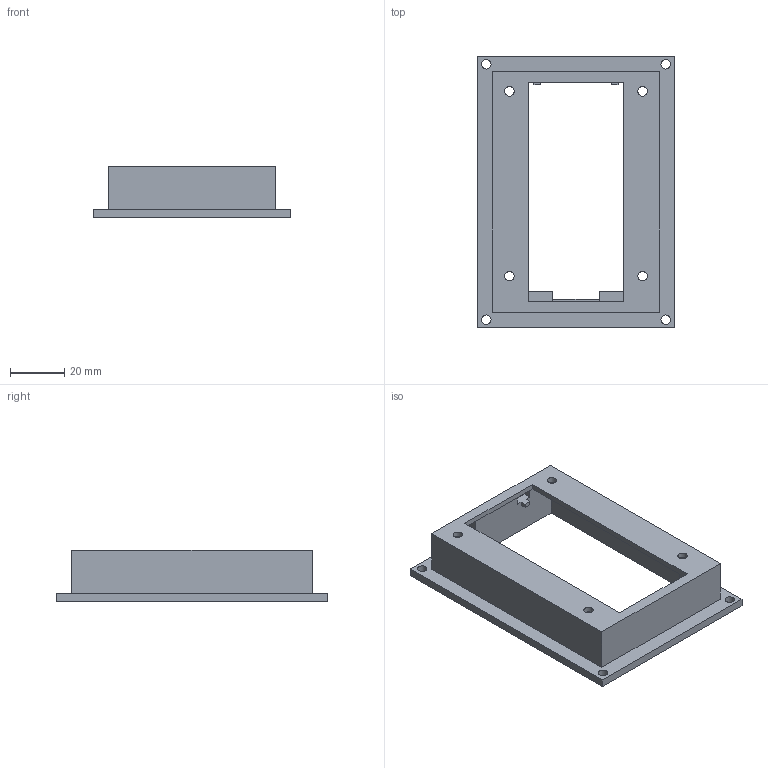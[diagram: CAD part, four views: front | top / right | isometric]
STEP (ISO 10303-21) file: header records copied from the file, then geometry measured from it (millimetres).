
FILE_DESCRIPTION(/* description */ (''),/* implementation_level */ '2;1');
FILE_NAME(/* name */ 'vfd_face v4.step',/* time_stamp */ '2024-03-28T19:31:46-04:00',/* author */ (''),/* organization */ (''),/* preprocessor_version */ 'ST-DEVELOPER v20',/* originating_system */ 'Autodesk Translation Framework v12.20.1.177',/* authorisation */ '');
FILE_SCHEMA (('AUTOMOTIVE_DESIGN { 1 0 10303 214 3 1 1 }'));
Length unit declared in the file: millimetre
Products named in the file (1): vfd_face
Bounding box: 72.75 x 100 x 19 mm (x, y, z)
Volume: 25180.8 mm3; surface area: 20259.8 mm2
Topology: 1 solids, 1 shells, 55 faces, 162 edges, 108 vertices
Faces by surface type: plane 47, cylinder 8
Full cylindrical faces by diameter (mm): 3.5 x8
Entity records: 1889 total; most frequent: CARTESIAN_POINT 326, ORIENTED_EDGE 324, DIRECTION 290, EDGE_CURVE 162, LINE 146, VECTOR 146, VERTEX_POINT 108, EDGE_LOOP 76
